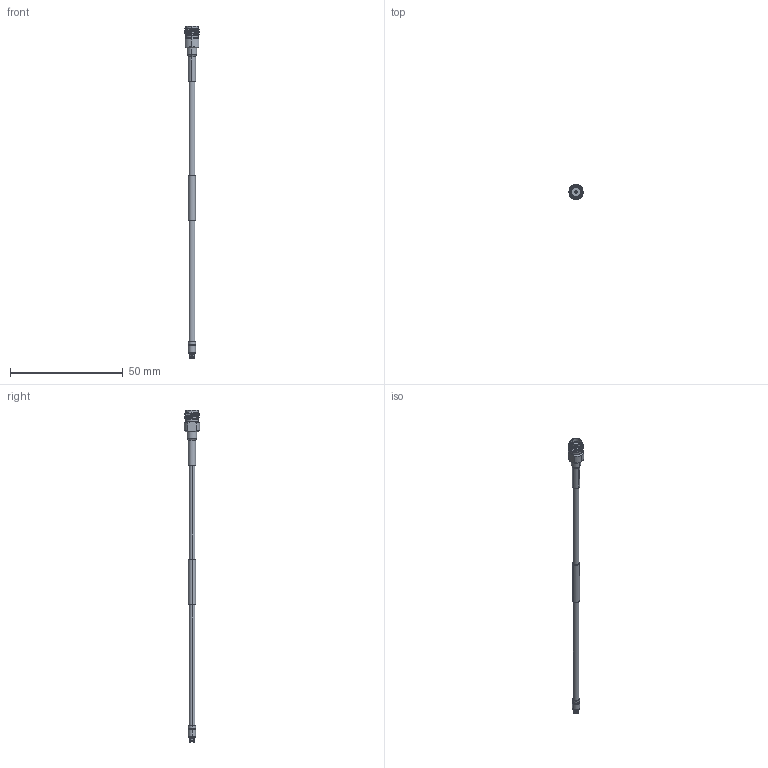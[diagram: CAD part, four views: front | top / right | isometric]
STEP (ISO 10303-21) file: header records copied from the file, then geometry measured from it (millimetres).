
FILE_DESCRIPTION (( 'STEP AP214' ), '1' );
FILE_NAME ('FMC1325085-SP_3D.step', '2024-02-22T21:06:39', ( '' ), ( '' ), 'SwSTEP 2.0', 'SolidWorks 2022', '' );
FILE_SCHEMA (( 'AUTOMOTIVE_DESIGN' ));
Length unit declared in the file: inch
Products named in the file (5): Heat Shrink^FMC1325085-SP; Coax Cable^FMC1325085-SP_FM-F086; SC5431_3D^FMC1325085-SP; SC3519A_3D^FMC1325085-SP; FMC1325085-SP_3D
Assembly tree (4 placements, depth 2):
  FMC1325085-SP_3D
    Coax Cable^FMC1325085-SP_FM-F086
    SC3519A_3D^FMC1325085-SP
    Heat Shrink^FMC1325085-SP
    SC5431_3D^FMC1325085-SP
Bounding box: 6.34 x 7 x 147.07 mm (x, y, z)
Volume: 1178.3 mm3; surface area: 1828.9 mm2
Topology: 5 solids, 5 shells, 183 faces, 454 edges, 296 vertices
Faces by surface type: cylinder 63, plane 63, cone 44, bspline 11, torus 2
Entity records: 8251 total; most frequent: CARTESIAN_POINT 3680, ORIENTED_EDGE 908, DIRECTION 902, EDGE_CURVE 454, AXIS2_PLACEMENT_3D 366, VERTEX_POINT 296, EDGE_LOOP 200, CIRCLE 187
